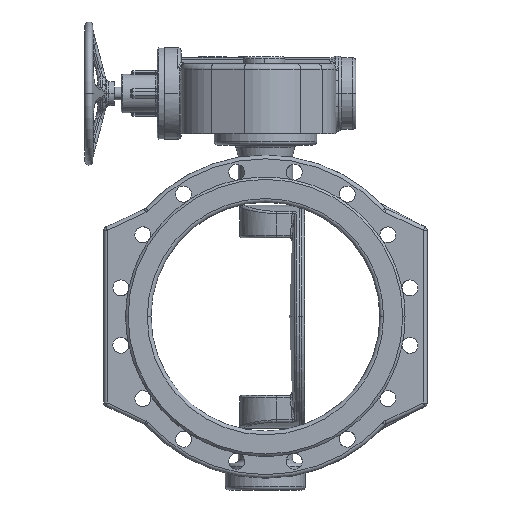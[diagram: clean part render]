
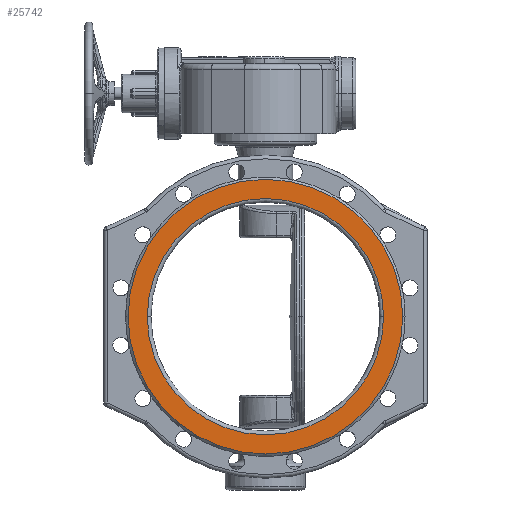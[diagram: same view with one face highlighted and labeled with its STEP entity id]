
A CAD part, left-side view. The second image highlights one B-rep face of the part: STEP entity #25742.
In plain terms, the highlighted planar face has unit normal (-1, 0, 0).
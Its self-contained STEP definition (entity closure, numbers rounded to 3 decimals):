
#12646=CARTESIAN_POINT('',(-155.,0.,0.));
#12647=DIRECTION('',(1.,0.,0.));
#12648=DIRECTION('',(0.,1.,0.));
#12649=AXIS2_PLACEMENT_3D('',#12646,#12647,#12648);
#12654=CARTESIAN_POINT('',(-155.,0.,0.));
#12655=DIRECTION('',(-1.,0.,0.));
#12656=DIRECTION('',(0.,1.,0.));
#12657=AXIS2_PLACEMENT_3D('',#12654,#12655,#12656);
#12662=CARTESIAN_POINT('',(-155.,0.,0.));
#12663=DIRECTION('',(1.,0.,0.));
#12664=DIRECTION('',(0.,1.,0.));
#12665=AXIS2_PLACEMENT_3D('',#12662,#12663,#12664);
#12670=CARTESIAN_POINT('',(-155.,0.,0.));
#12671=DIRECTION('',(1.,0.,0.));
#12672=DIRECTION('',(0.,-1.,0.));
#12673=AXIS2_PLACEMENT_3D('',#12670,#12671,#12672);
#13824=CARTESIAN_POINT('',(-155.,240.,0.));
#13826=VERTEX_POINT('',#13824);
#13832=CARTESIAN_POINT('',(-155.,-240.,0.));
#13834=VERTEX_POINT('',#13832);
#14265=CARTESIAN_POINT('',(-155.,206.5,0.));
#14266=CARTESIAN_POINT('',(-155.,-206.5,0.));
#14267=VERTEX_POINT('',#14265);
#14268=VERTEX_POINT('',#14266);
#25727=CARTESIAN_POINT('',(-155.,0.,0.));
#25728=DIRECTION('',(-1.,0.,0.));
#25729=DIRECTION('',(0.,1.,0.));
#25730=AXIS2_PLACEMENT_3D('',#25727,#25728,#25729);
#25731=PLANE('',#25730);
#25732=ORIENTED_EDGE('',*,*,#25091,.T.);
#25733=ORIENTED_EDGE('',*,*,#25385,.F.);
#25734=EDGE_LOOP('',(#25732,#25733));
#25735=FACE_OUTER_BOUND('',#25734,.F.);
#25737=ORIENTED_EDGE('',*,*,#25736,.F.);
#25739=ORIENTED_EDGE('',*,*,#25738,.F.);
#25740=EDGE_LOOP('',(#25737,#25739));
#25741=FACE_BOUND('',#25740,.F.);
#25742=ADVANCED_FACE('',(#25735,#25741),#25731,.T.);
#12650=CIRCLE('',#12649,240.);
#12658=CIRCLE('',#12657,240.);
#12666=CIRCLE('',#12665,206.5);
#12674=CIRCLE('',#12673,206.5);
#25091=EDGE_CURVE('',#13826,#13834,#12650,.T.);
#25385=EDGE_CURVE('',#13826,#13834,#12658,.T.);
#25736=EDGE_CURVE('',#14267,#14268,#12666,.T.);
#25738=EDGE_CURVE('',#14268,#14267,#12674,.T.);
